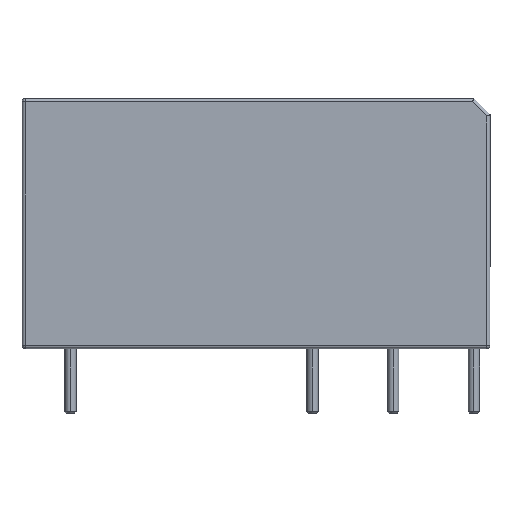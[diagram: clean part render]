
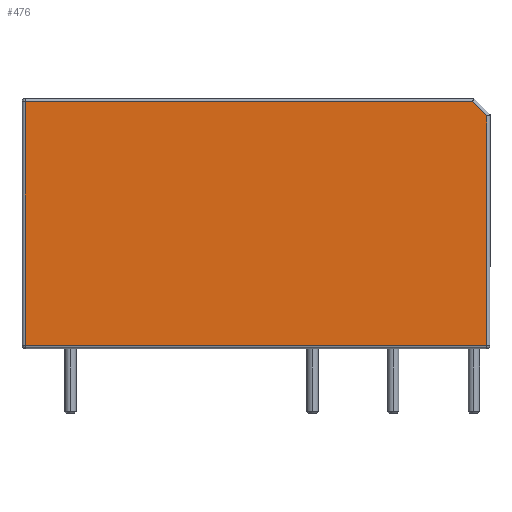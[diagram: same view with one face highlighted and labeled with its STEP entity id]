
A CAD part, top view. The second image highlights one B-rep face of the part: STEP entity #476.
In plain terms, the highlighted planar face has unit normal (0, 0, 1).
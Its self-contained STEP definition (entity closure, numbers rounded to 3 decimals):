
#68 = DIRECTION ( 'NONE',  ( 1., 0., 0. ) ) ;
#214 = VECTOR ( 'NONE', #1982, 1000. ) ;
#332 = CARTESIAN_POINT ( 'NONE',  ( -14.3, 15.5, 6.25 ) ) ;
#476 = ADVANCED_FACE ( 'NONE', ( #2326 ), #3069, .F. ) ;
#690 = EDGE_CURVE ( 'NONE', #2165, #3539, #2369, .T. ) ;
#896 = VERTEX_POINT ( 'NONE', #1696 ) ;
#1053 = CARTESIAN_POINT ( 'NONE',  ( 0., 15.3, 6.25 ) ) ;
#1104 = AXIS2_PLACEMENT_3D ( 'NONE', #3428, #1471, #3758 ) ;
#1110 = DIRECTION ( 'NONE',  ( 0.707, -0.707, 0. ) ) ;
#1132 = DIRECTION ( 'NONE',  ( -1., 0., 0. ) ) ;
#1149 = VECTOR ( 'NONE', #68, 1000. ) ;
#1471 = DIRECTION ( 'NONE',  ( 0., 0., -1. ) ) ;
#1480 = EDGE_CURVE ( 'NONE', #3370, #896, #3646, .T. ) ;
#1485 = CARTESIAN_POINT ( 'NONE',  ( -14.3, 15.3, 6.25 ) ) ;
#1633 = VECTOR ( 'NONE', #2602, 1000. ) ;
#1696 = CARTESIAN_POINT ( 'NONE',  ( 13.417, 15.3, 6.25 ) ) ;
#1833 = ORIENTED_EDGE ( 'NONE', *, *, #4108, .F. ) ;
#1884 = CARTESIAN_POINT ( 'NONE',  ( 14.3, 14.417, 6.25 ) ) ;
#1905 = VECTOR ( 'NONE', #1110, 1000. ) ;
#1982 = DIRECTION ( 'NONE',  ( 0., -1., 0. ) ) ;
#1987 = CARTESIAN_POINT ( 'NONE',  ( 14.3, 0.2, 6.25 ) ) ;
#2013 = ORIENTED_EDGE ( 'NONE', *, *, #1480, .F. ) ;
#2087 = CARTESIAN_POINT ( 'NONE',  ( 13.417, 15.3, 6.25 ) ) ;
#2165 = VERTEX_POINT ( 'NONE', #1987 ) ;
#2283 = CARTESIAN_POINT ( 'NONE',  ( -14.3, 0.2, 6.25 ) ) ;
#2297 = ORIENTED_EDGE ( 'NONE', *, *, #3785, .F. ) ;
#2326 = FACE_OUTER_BOUND ( 'NONE', #3169, .T. ) ;
#2369 = LINE ( 'NONE', #3727, #4011 ) ;
#2456 = ORIENTED_EDGE ( 'NONE', *, *, #690, .F. ) ;
#2602 = DIRECTION ( 'NONE',  ( 0., 1., 0. ) ) ;
#2610 = VERTEX_POINT ( 'NONE', #1884 ) ;
#2699 = LINE ( 'NONE', #3927, #214 ) ;
#2755 = LINE ( 'NONE', #2087, #1905 ) ;
#3069 = PLANE ( 'NONE',  #1104 ) ;
#3081 = EDGE_CURVE ( 'NONE', #2610, #2165, #2699, .T. ) ;
#3169 = EDGE_LOOP ( 'NONE', ( #2456, #4070, #2297, #2013, #1833 ) ) ;
#3366 = LINE ( 'NONE', #332, #1633 ) ;
#3370 = VERTEX_POINT ( 'NONE', #1485 ) ;
#3428 = CARTESIAN_POINT ( 'NONE',  ( -14.5, 15.5, 6.25 ) ) ;
#3539 = VERTEX_POINT ( 'NONE', #2283 ) ;
#3646 = LINE ( 'NONE', #1053, #1149 ) ;
#3727 = CARTESIAN_POINT ( 'NONE',  ( -14.5, 0.2, 6.25 ) ) ;
#3758 = DIRECTION ( 'NONE',  ( -1., 0., 0. ) ) ;
#3785 = EDGE_CURVE ( 'NONE', #896, #2610, #2755, .T. ) ;
#3927 = CARTESIAN_POINT ( 'NONE',  ( 14.3, 15.5, 6.25 ) ) ;
#4011 = VECTOR ( 'NONE', #1132, 1000. ) ;
#4070 = ORIENTED_EDGE ( 'NONE', *, *, #3081, .F. ) ;
#4108 = EDGE_CURVE ( 'NONE', #3539, #3370, #3366, .T. ) ;
